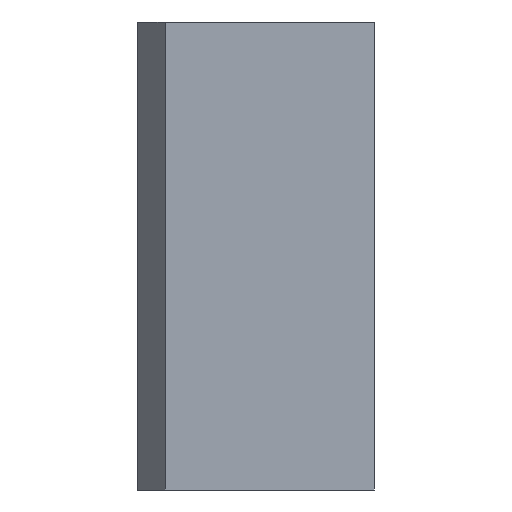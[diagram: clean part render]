
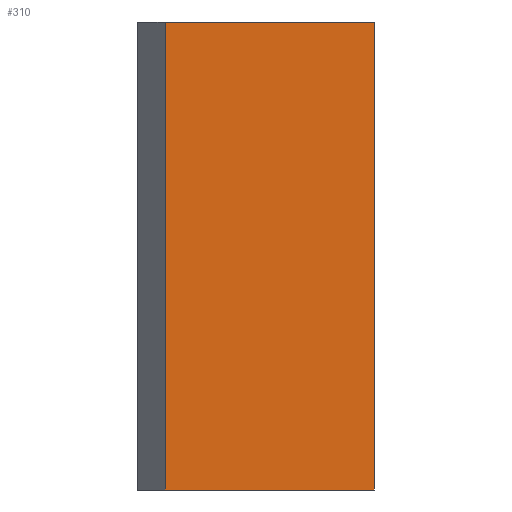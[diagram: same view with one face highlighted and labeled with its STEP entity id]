
A CAD part, front view. The second image highlights one B-rep face of the part: STEP entity #310.
In plain terms, the highlighted planar face has unit normal (0, -1, 0).
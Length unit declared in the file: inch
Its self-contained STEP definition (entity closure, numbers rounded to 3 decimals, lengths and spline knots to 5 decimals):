
#4 = VECTOR ( 'NONE', #3154, 39.37008 ) ;
#74 = EDGE_CURVE ( 'NONE', #2415, #3163, #1791, .T. ) ;
#271 = FACE_OUTER_BOUND ( 'NONE', #458, .T. ) ;
#273 = DIRECTION ( 'NONE',  ( 0., 0., -1. ) ) ;
#303 = DIRECTION ( 'NONE',  ( 1., 0., 0. ) ) ;
#310 = ADVANCED_FACE ( 'NONE', ( #271 ), #2450, .F. ) ;
#458 = EDGE_LOOP ( 'NONE', ( #1186, #493, #659, #2370 ) ) ;
#467 = VECTOR ( 'NONE', #303, 39.37008 ) ;
#493 = ORIENTED_EDGE ( 'NONE', *, *, #74, .T. ) ;
#503 = EDGE_CURVE ( 'NONE', #2415, #3130, #1255, .T. ) ;
#546 = CARTESIAN_POINT ( 'NONE',  ( 7.635, 3., 10.025 ) ) ;
#659 = ORIENTED_EDGE ( 'NONE', *, *, #2868, .T. ) ;
#782 = VECTOR ( 'NONE', #273, 39.37008 ) ;
#1186 = ORIENTED_EDGE ( 'NONE', *, *, #503, .F. ) ;
#1237 = DIRECTION ( 'NONE',  ( -1., 0., 0. ) ) ;
#1247 = LINE ( 'NONE', #1749, #4 ) ;
#1255 = LINE ( 'NONE', #546, #467 ) ;
#1724 = DIRECTION ( 'NONE',  ( 0., 0., -1. ) ) ;
#1749 = CARTESIAN_POINT ( 'NONE',  ( 7.635, 3., 0.1 ) ) ;
#1791 = LINE ( 'NONE', #2467, #1862 ) ;
#1848 = EDGE_CURVE ( 'NONE', #3130, #2008, #1992, .T. ) ;
#1862 = VECTOR ( 'NONE', #1724, 39.37008 ) ;
#1992 = LINE ( 'NONE', #2027, #782 ) ;
#2008 = VERTEX_POINT ( 'NONE', #2703 ) ;
#2025 = CARTESIAN_POINT ( 'NONE',  ( 7.635, 3., 10.125 ) ) ;
#2027 = CARTESIAN_POINT ( 'NONE',  ( 7.535, 3., 10.125 ) ) ;
#2032 = CARTESIAN_POINT ( 'NONE',  ( 7.535, 3., 10.025 ) ) ;
#2211 = DIRECTION ( 'NONE',  ( 0., 1., 0. ) ) ;
#2314 = CARTESIAN_POINT ( 'NONE',  ( 3.1, 3., 0.1 ) ) ;
#2370 = ORIENTED_EDGE ( 'NONE', *, *, #1848, .F. ) ;
#2415 = VERTEX_POINT ( 'NONE', #3156 ) ;
#2450 = PLANE ( 'NONE',  #2569 ) ;
#2467 = CARTESIAN_POINT ( 'NONE',  ( 3.1, 3., 10.125 ) ) ;
#2569 = AXIS2_PLACEMENT_3D ( 'NONE', #2025, #2211, #1237 ) ;
#2703 = CARTESIAN_POINT ( 'NONE',  ( 7.535, 3., 0.1 ) ) ;
#2868 = EDGE_CURVE ( 'NONE', #3163, #2008, #1247, .T. ) ;
#3130 = VERTEX_POINT ( 'NONE', #2032 ) ;
#3154 = DIRECTION ( 'NONE',  ( 1., 0., 0. ) ) ;
#3156 = CARTESIAN_POINT ( 'NONE',  ( 3.1, 3., 10.025 ) ) ;
#3163 = VERTEX_POINT ( 'NONE', #2314 ) ;
